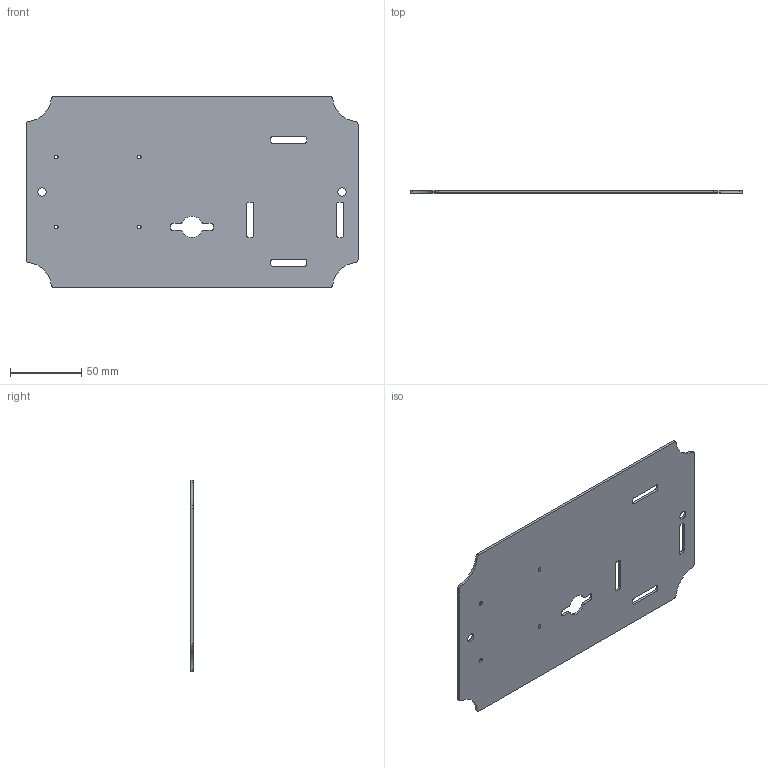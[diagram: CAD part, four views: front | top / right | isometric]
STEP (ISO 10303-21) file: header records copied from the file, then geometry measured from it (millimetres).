
FILE_DESCRIPTION(/* description */ ('STEP AP214'),/* implementation_level */ '2;1');
FILE_NAME(/* name */ 'WQ-50_BASEPLATE.stp',/* time_stamp */ '2022-08-19T09:52:58-04:00',/* author */ ('Jacob'),/* organization */ (''),/* preprocessor_version */ 'ST-DEVELOPER v19',/* originating_system */ 'Autodesk Inventor 2023',/* authorisation */ '');
FILE_SCHEMA (('AUTOMOTIVE_DESIGN { 1 0 10303 214 3 1 1 }'));
Length unit declared in the file: millimetre
Products named in the file (1): WQ-50P
Bounding box: 232.41 x 1.6 x 134.11 mm (x, y, z)
Volume: 46966.6 mm3; surface area: 60414.9 mm2
Topology: 1 solids, 1 shells, 72 faces, 210 edges, 140 vertices
Faces by surface type: cylinder 44, plane 28
Full cylindrical faces by diameter (mm): 2.7 x4, 5.842 x2
Entity records: 2509 total; most frequent: DIRECTION 444, CARTESIAN_POINT 423, ORIENTED_EDGE 420, EDGE_CURVE 210, AXIS2_PLACEMENT_3D 161, VERTEX_POINT 140, LINE 122, VECTOR 122
